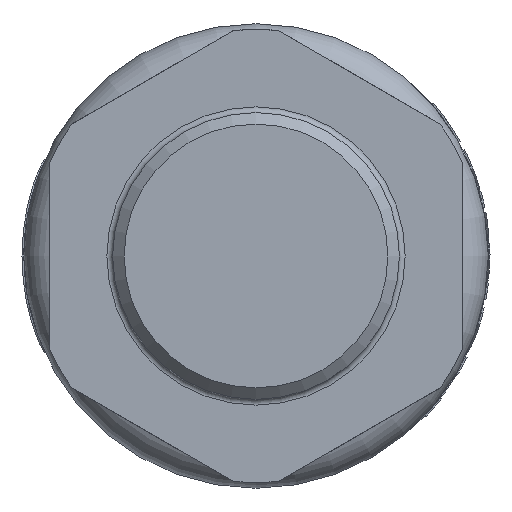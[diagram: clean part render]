
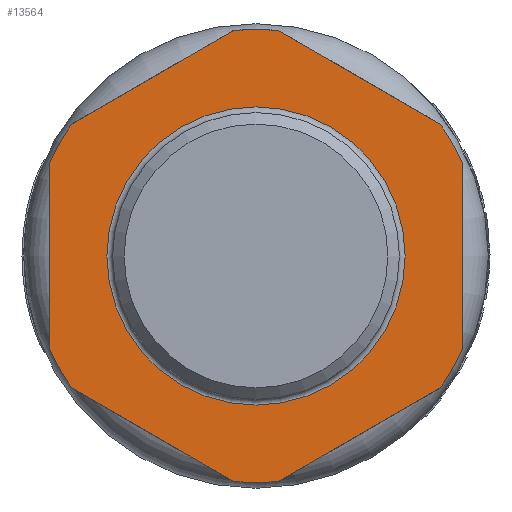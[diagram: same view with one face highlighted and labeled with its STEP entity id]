
A CAD part, left-side view. The second image highlights one B-rep face of the part: STEP entity #13564.
In plain terms, the highlighted planar face has unit normal (-1, 0, 0).
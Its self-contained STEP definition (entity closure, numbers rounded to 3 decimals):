
#434=LINE('',#19518,#1080);
#438=LINE('',#19527,#1084);
#441=LINE('',#19535,#1087);
#444=LINE('',#19544,#1090);
#447=LINE('',#19550,#1093);
#450=LINE('',#19555,#1096);
#1080=VECTOR('',#15879,10.);
#1084=VECTOR('',#15889,10.);
#1087=VECTOR('',#15898,10.);
#1090=VECTOR('',#15907,10.);
#1093=VECTOR('',#15912,10.);
#1096=VECTOR('',#15917,10.);
#2387=FACE_BOUND('',#3568,.T.);
#2746=FACE_OUTER_BOUND('',#3567,.T.);
#3567=EDGE_LOOP('',(#8571,#8572,#8573,#8574,#8575,#8576,#8577,#8578,#8579,
#8580,#8581,#8582));
#3568=EDGE_LOOP('',(#8583));
#4538=CIRCLE('',#14414,19.75);
#4539=CIRCLE('',#14417,19.75);
#4540=CIRCLE('',#14420,19.75);
#4541=CIRCLE('',#14425,19.75);
#4542=CIRCLE('',#14427,19.75);
#4543=CIRCLE('',#14429,19.75);
#4544=CIRCLE('',#14430,13.);
#5170=VERTEX_POINT('',#19515);
#5171=VERTEX_POINT('',#19517);
#5172=VERTEX_POINT('',#19521);
#5173=VERTEX_POINT('',#19525);
#5174=VERTEX_POINT('',#19529);
#5175=VERTEX_POINT('',#19533);
#5176=VERTEX_POINT('',#19537);
#5177=VERTEX_POINT('',#19541);
#5178=VERTEX_POINT('',#19543);
#5179=VERTEX_POINT('',#19547);
#5180=VERTEX_POINT('',#19549);
#5181=VERTEX_POINT('',#19553);
#5182=VERTEX_POINT('',#19562);
#6537=EDGE_CURVE('',#5171,#5170,#434,.T.);
#6540=EDGE_CURVE('',#5172,#5170,#4538,.T.);
#6542=EDGE_CURVE('',#5172,#5173,#438,.T.);
#6544=EDGE_CURVE('',#5174,#5173,#4539,.T.);
#6546=EDGE_CURVE('',#5174,#5175,#441,.T.);
#6548=EDGE_CURVE('',#5176,#5175,#4540,.T.);
#6550=EDGE_CURVE('',#5178,#5177,#444,.T.);
#6553=EDGE_CURVE('',#5180,#5179,#447,.T.);
#6556=EDGE_CURVE('',#5176,#5181,#450,.T.);
#6557=EDGE_CURVE('',#5171,#5179,#4541,.T.);
#6558=EDGE_CURVE('',#5178,#5181,#4542,.T.);
#6559=EDGE_CURVE('',#5180,#5177,#4543,.T.);
#6560=EDGE_CURVE('',#5182,#5182,#4544,.T.);
#8571=ORIENTED_EDGE('',*,*,#6550,.T.);
#8572=ORIENTED_EDGE('',*,*,#6559,.F.);
#8573=ORIENTED_EDGE('',*,*,#6553,.T.);
#8574=ORIENTED_EDGE('',*,*,#6557,.F.);
#8575=ORIENTED_EDGE('',*,*,#6537,.T.);
#8576=ORIENTED_EDGE('',*,*,#6540,.F.);
#8577=ORIENTED_EDGE('',*,*,#6542,.T.);
#8578=ORIENTED_EDGE('',*,*,#6544,.F.);
#8579=ORIENTED_EDGE('',*,*,#6546,.T.);
#8580=ORIENTED_EDGE('',*,*,#6548,.F.);
#8581=ORIENTED_EDGE('',*,*,#6556,.T.);
#8582=ORIENTED_EDGE('',*,*,#6558,.F.);
#8583=ORIENTED_EDGE('',*,*,#6560,.T.);
#12459=PLANE('',#14428);
#13564=ADVANCED_FACE('',(#2746,#2387),#12459,.T.);
#14414=AXIS2_PLACEMENT_3D('',#19523,#15884,#15885);
#14417=AXIS2_PLACEMENT_3D('',#19531,#15893,#15894);
#14420=AXIS2_PLACEMENT_3D('',#19539,#15902,#15903);
#14425=AXIS2_PLACEMENT_3D('',#19557,#15920,#15921);
#14427=AXIS2_PLACEMENT_3D('',#19559,#15924,#15925);
#14428=AXIS2_PLACEMENT_3D('',#19560,#15926,#15927);
#14429=AXIS2_PLACEMENT_3D('',#19561,#15928,#15929);
#14430=AXIS2_PLACEMENT_3D('',#19563,#15930,#15931);
#15879=DIRECTION('',(0.,0.866,0.5));
#15884=DIRECTION('center_axis',(1.,0.,0.));
#15885=DIRECTION('ref_axis',(0.,0.,-1.));
#15889=DIRECTION('',(0.,0.866,-0.5));
#15893=DIRECTION('center_axis',(1.,0.,0.));
#15894=DIRECTION('ref_axis',(0.,0.,-1.));
#15898=DIRECTION('',(0.,0.,-1.));
#15902=DIRECTION('center_axis',(1.,0.,0.));
#15903=DIRECTION('ref_axis',(0.,0.,-1.));
#15907=DIRECTION('',(0.,-0.866,0.5));
#15912=DIRECTION('',(0.,0.,1.));
#15917=DIRECTION('',(0.,-0.866,-0.5));
#15920=DIRECTION('center_axis',(1.,0.,0.));
#15921=DIRECTION('ref_axis',(0.,0.,-1.));
#15924=DIRECTION('center_axis',(1.,0.,0.));
#15925=DIRECTION('ref_axis',(0.,0.,-1.));
#15926=DIRECTION('center_axis',(-1.,0.,0.));
#15927=DIRECTION('ref_axis',(0.,0.,1.));
#15928=DIRECTION('center_axis',(1.,0.,0.));
#15929=DIRECTION('ref_axis',(0.,0.,-1.));
#15930=DIRECTION('center_axis',(1.,0.,0.));
#15931=DIRECTION('ref_axis',(0.,0.,-1.));
#19515=CARTESIAN_POINT('',(-10.15,-1.961,19.652));
#19517=CARTESIAN_POINT('',(-10.15,-16.039,11.525));
#19518=CARTESIAN_POINT('',(-10.15,-5.113,17.832));
#19521=CARTESIAN_POINT('',(-10.15,1.961,19.652));
#19523=CARTESIAN_POINT('Origin',(-10.15,0.,0.));
#19525=CARTESIAN_POINT('',(-10.15,16.039,11.525));
#19527=CARTESIAN_POINT('',(-10.15,12.887,13.344));
#19529=CARTESIAN_POINT('',(-10.15,18.,8.128));
#19531=CARTESIAN_POINT('Origin',(-10.15,0.,0.));
#19533=CARTESIAN_POINT('',(-10.15,18.,-8.128));
#19535=CARTESIAN_POINT('',(-10.15,18.,4.064));
#19537=CARTESIAN_POINT('',(-10.15,16.039,-11.525));
#19539=CARTESIAN_POINT('Origin',(-10.15,0.,0.));
#19541=CARTESIAN_POINT('',(-10.15,-16.039,-11.525));
#19543=CARTESIAN_POINT('',(-10.15,-1.961,-19.652));
#19544=CARTESIAN_POINT('',(-10.15,1.926,-21.896));
#19547=CARTESIAN_POINT('',(-10.15,-18.,8.128));
#19549=CARTESIAN_POINT('',(-10.15,-18.,-8.128));
#19550=CARTESIAN_POINT('',(-10.15,-18.,-4.064));
#19553=CARTESIAN_POINT('',(-10.15,1.961,-19.652));
#19555=CARTESIAN_POINT('',(-10.15,19.926,-9.28));
#19557=CARTESIAN_POINT('Origin',(-10.15,0.,0.));
#19559=CARTESIAN_POINT('Origin',(-10.15,0.,0.));
#19560=CARTESIAN_POINT('Origin',(-10.15,19.75,0.));
#19561=CARTESIAN_POINT('Origin',(-10.15,0.,0.));
#19562=CARTESIAN_POINT('',(-10.15,13.,0.));
#19563=CARTESIAN_POINT('Origin',(-10.15,0.,0.));
